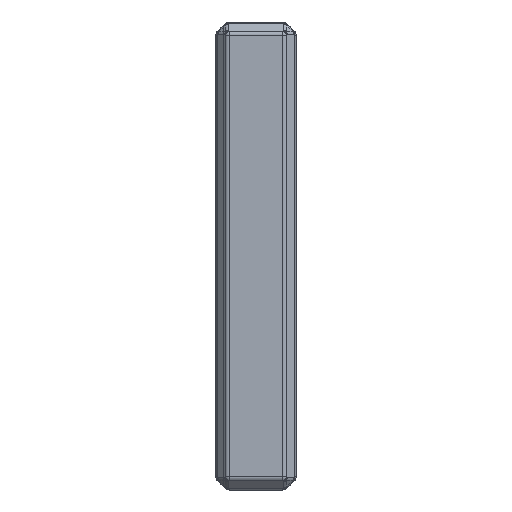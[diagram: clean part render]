
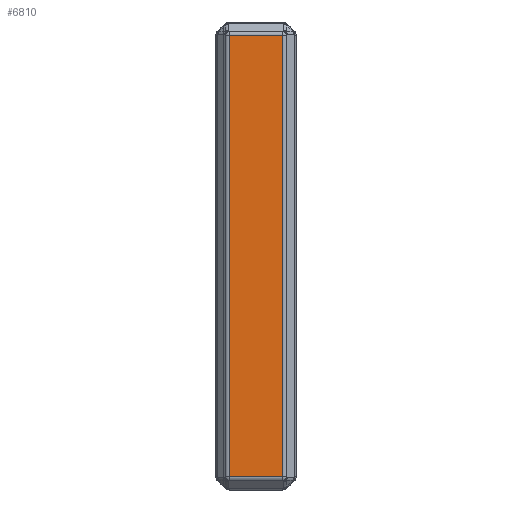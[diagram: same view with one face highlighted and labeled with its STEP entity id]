
A CAD part, left-side view. The second image highlights one B-rep face of the part: STEP entity #6810.
In plain terms, the highlighted planar face has unit normal (-1, 0, 0).
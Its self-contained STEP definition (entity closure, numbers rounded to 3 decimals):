
#584 = ORIENTED_EDGE ( 'NONE', *, *, #10520, .T. ) ;
#1182 = EDGE_CURVE ( 'NONE', #1594, #1826, #8877, .T. ) ;
#1422 = VERTEX_POINT ( 'NONE', #8537 ) ;
#1594 = VERTEX_POINT ( 'NONE', #2166 ) ;
#1826 = VERTEX_POINT ( 'NONE', #7704 ) ;
#2138 = AXIS2_PLACEMENT_3D ( 'NONE', #3664, #9953, #10882 ) ;
#2166 = CARTESIAN_POINT ( 'NONE',  ( -2., 3.621, 6.579 ) ) ;
#2520 = VECTOR ( 'NONE', #11809, 1000. ) ;
#3599 = DIRECTION ( 'NONE',  ( 0., 0., 1. ) ) ;
#3664 = CARTESIAN_POINT ( 'NONE',  ( -2., 20., 0. ) ) ;
#3885 = LINE ( 'NONE', #6767, #4973 ) ;
#4212 = EDGE_CURVE ( 'NONE', #8663, #1422, #10675, .T. ) ;
#4973 = VECTOR ( 'NONE', #12926, 1000. ) ;
#5464 = ORIENTED_EDGE ( 'NONE', *, *, #4212, .T. ) ;
#5940 = DIRECTION ( 'NONE',  ( 0., 1., 0. ) ) ;
#6189 = ORIENTED_EDGE ( 'NONE', *, *, #7911, .T. ) ;
#6386 = CARTESIAN_POINT ( 'NONE',  ( -2., 18.379, -114.579 ) ) ;
#6767 = CARTESIAN_POINT ( 'NONE',  ( -2., 18.379, -114.579 ) ) ;
#6810 = ADVANCED_FACE ( 'NONE', ( #12906 ), #12831, .F. ) ;
#6881 = CARTESIAN_POINT ( 'NONE',  ( -2., 19., 6.579 ) ) ;
#7704 = CARTESIAN_POINT ( 'NONE',  ( -2., 18.379, 6.579 ) ) ;
#7911 = EDGE_CURVE ( 'NONE', #1422, #1594, #12833, .T. ) ;
#7949 = EDGE_LOOP ( 'NONE', ( #13118, #584, #5464, #6189 ) ) ;
#8537 = CARTESIAN_POINT ( 'NONE',  ( -2., 3.621, -114.579 ) ) ;
#8663 = VERTEX_POINT ( 'NONE', #6386 ) ;
#8877 = LINE ( 'NONE', #6881, #8988 ) ;
#8988 = VECTOR ( 'NONE', #5940, 1000. ) ;
#9953 = DIRECTION ( 'NONE',  ( 1., 0., 0. ) ) ;
#10520 = EDGE_CURVE ( 'NONE', #1826, #8663, #3885, .T. ) ;
#10675 = LINE ( 'NONE', #11873, #2520 ) ;
#10713 = VECTOR ( 'NONE', #3599, 1000. ) ;
#10882 = DIRECTION ( 'NONE',  ( 0., 0., -1. ) ) ;
#11809 = DIRECTION ( 'NONE',  ( 0., -1., 0. ) ) ;
#11873 = CARTESIAN_POINT ( 'NONE',  ( -2., 3., -114.579 ) ) ;
#11957 = CARTESIAN_POINT ( 'NONE',  ( -2., 3.621, 6.579 ) ) ;
#12831 = PLANE ( 'NONE',  #2138 ) ;
#12833 = LINE ( 'NONE', #11957, #10713 ) ;
#12906 = FACE_OUTER_BOUND ( 'NONE', #7949, .T. ) ;
#12926 = DIRECTION ( 'NONE',  ( 0., 0., -1. ) ) ;
#13118 = ORIENTED_EDGE ( 'NONE', *, *, #1182, .T. ) ;
